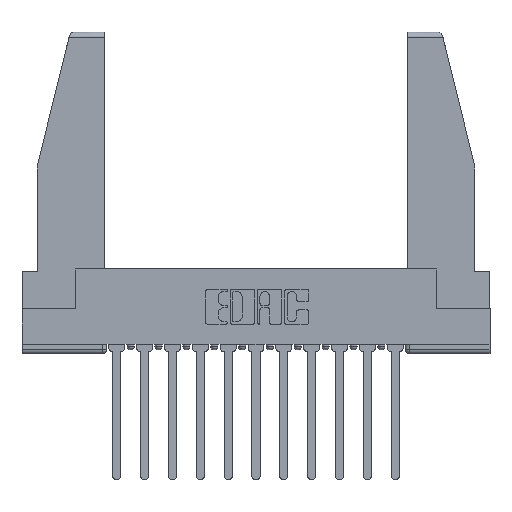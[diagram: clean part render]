
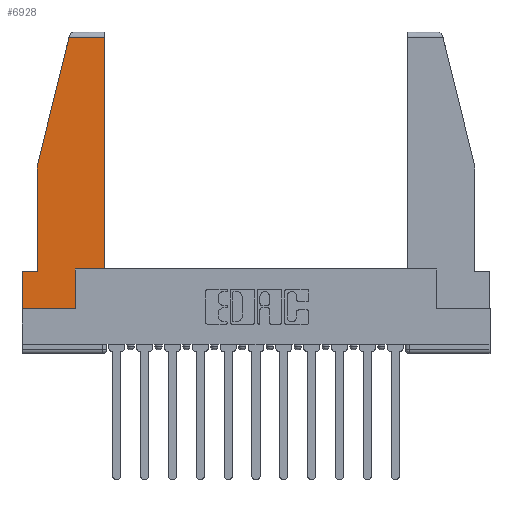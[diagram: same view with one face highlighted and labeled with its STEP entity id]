
A CAD part, top view. The second image highlights one B-rep face of the part: STEP entity #6928.
In plain terms, the highlighted planar face has unit normal (0, 0, 1).
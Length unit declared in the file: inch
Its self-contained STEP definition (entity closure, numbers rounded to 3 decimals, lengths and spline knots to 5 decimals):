
#226 = EDGE_CURVE ( 'NONE', #14926, #12721, #2560, .T. ) ;
#235 = VERTEX_POINT ( 'NONE', #7178 ) ;
#285 = VECTOR ( 'NONE', #14435, 39.37008 ) ;
#366 = CARTESIAN_POINT ( 'NONE',  ( 0., 0., 0. ) ) ;
#407 = PLANE ( 'NONE',  #10849 ) ;
#802 = VECTOR ( 'NONE', #13934, 39.37008 ) ;
#876 = DIRECTION ( 'NONE',  ( -1., 0., 0. ) ) ;
#988 = CARTESIAN_POINT ( 'NONE',  ( 0.297, 0.223, 0. ) ) ;
#1035 = EDGE_CURVE ( 'NONE', #5766, #12599, #9845, .T. ) ;
#1206 = DIRECTION ( 'NONE',  ( -1., 0., 0. ) ) ;
#1513 = VECTOR ( 'NONE', #3572, 39.37008 ) ;
#1577 = DIRECTION ( 'NONE',  ( 0., -1., 0. ) ) ;
#1664 = EDGE_CURVE ( 'NONE', #12522, #5766, #15385, .T. ) ;
#2354 = VERTEX_POINT ( 'NONE', #7141 ) ;
#2483 = ORIENTED_EDGE ( 'NONE', *, *, #5448, .T. ) ;
#2560 = LINE ( 'NONE', #6118, #7504 ) ;
#2568 = VECTOR ( 'NONE', #12411, 39.37008 ) ;
#2591 = CARTESIAN_POINT ( 'NONE',  ( 0.461, 0.223, 0. ) ) ;
#3004 = ORIENTED_EDGE ( 'NONE', *, *, #226, .T. ) ;
#3187 = ORIENTED_EDGE ( 'NONE', *, *, #1664, .T. ) ;
#3379 = CARTESIAN_POINT ( 'NONE',  ( 0.461, 1.52, 0. ) ) ;
#3530 = DIRECTION ( 'NONE',  ( 0., 1., 0. ) ) ;
#3572 = DIRECTION ( 'NONE',  ( 1., 0., 0. ) ) ;
#3593 = VERTEX_POINT ( 'NONE', #12101 ) ;
#3715 = CARTESIAN_POINT ( 'NONE',  ( 0., 0.21, 0. ) ) ;
#3789 = ORIENTED_EDGE ( 'NONE', *, *, #1035, .T. ) ;
#3828 = DIRECTION ( 'NONE',  ( 0., 1., 0. ) ) ;
#3916 = LINE ( 'NONE', #11522, #15775 ) ;
#4045 = VECTOR ( 'NONE', #1577, 39.37008 ) ;
#4134 = DIRECTION ( 'NONE',  ( 1., 0., 0. ) ) ;
#4705 = VERTEX_POINT ( 'NONE', #366 ) ;
#5184 = LINE ( 'NONE', #6240, #2568 ) ;
#5215 = EDGE_CURVE ( 'NONE', #3593, #2354, #3916, .T. ) ;
#5300 = CARTESIAN_POINT ( 'NONE',  ( 0.086, 0.8, 0. ) ) ;
#5448 = EDGE_CURVE ( 'NONE', #2354, #14926, #9630, .T. ) ;
#5569 = ORIENTED_EDGE ( 'NONE', *, *, #13940, .T. ) ;
#5766 = VERTEX_POINT ( 'NONE', #9447 ) ;
#6118 = CARTESIAN_POINT ( 'NONE',  ( 0.461, 0.223, 0. ) ) ;
#6240 = CARTESIAN_POINT ( 'NONE',  ( 0., 0.21, 0. ) ) ;
#6928 = ADVANCED_FACE ( 'NONE', ( #11512 ), #407, .T. ) ;
#6934 = LINE ( 'NONE', #15569, #7259 ) ;
#7141 = CARTESIAN_POINT ( 'NONE',  ( 0.297, 0.223, 0. ) ) ;
#7178 = CARTESIAN_POINT ( 'NONE',  ( 0.2636, 1.52, 0. ) ) ;
#7259 = VECTOR ( 'NONE', #876, 39.37008 ) ;
#7504 = VECTOR ( 'NONE', #3530, 39.37008 ) ;
#8161 = LINE ( 'NONE', #13128, #285 ) ;
#9447 = CARTESIAN_POINT ( 'NONE',  ( 0.086, 0.21, 0. ) ) ;
#9527 = EDGE_CURVE ( 'NONE', #235, #12522, #12786, .T. ) ;
#9630 = LINE ( 'NONE', #988, #1513 ) ;
#9845 = LINE ( 'NONE', #3715, #11796 ) ;
#10247 = ORIENTED_EDGE ( 'NONE', *, *, #10688, .T. ) ;
#10260 = CARTESIAN_POINT ( 'NONE',  ( 0., 0., 0. ) ) ;
#10404 = ORIENTED_EDGE ( 'NONE', *, *, #5215, .T. ) ;
#10688 = EDGE_CURVE ( 'NONE', #12599, #4705, #5184, .T. ) ;
#10849 = AXIS2_PLACEMENT_3D ( 'NONE', #10260, #15353, #4134 ) ;
#11242 = CARTESIAN_POINT ( 'NONE',  ( 0.271, 1.55, 0. ) ) ;
#11512 = FACE_OUTER_BOUND ( 'NONE', #13890, .T. ) ;
#11522 = CARTESIAN_POINT ( 'NONE',  ( 0.297, 0., 0. ) ) ;
#11569 = ORIENTED_EDGE ( 'NONE', *, *, #12288, .T. ) ;
#11728 = CARTESIAN_POINT ( 'NONE',  ( 0., 0.21, 0. ) ) ;
#11796 = VECTOR ( 'NONE', #1206, 39.37008 ) ;
#12101 = CARTESIAN_POINT ( 'NONE',  ( 0.297, 0., 0. ) ) ;
#12288 = EDGE_CURVE ( 'NONE', #4705, #3593, #8161, .T. ) ;
#12411 = DIRECTION ( 'NONE',  ( 0., -1., 0. ) ) ;
#12522 = VERTEX_POINT ( 'NONE', #15170 ) ;
#12599 = VERTEX_POINT ( 'NONE', #11728 ) ;
#12721 = VERTEX_POINT ( 'NONE', #3379 ) ;
#12786 = LINE ( 'NONE', #11242, #802 ) ;
#13128 = CARTESIAN_POINT ( 'NONE',  ( 0., 0., 0. ) ) ;
#13890 = EDGE_LOOP ( 'NONE', ( #3004, #5569, #14090, #3187, #3789, #10247, #11569, #10404, #2483 ) ) ;
#13934 = DIRECTION ( 'NONE',  ( -0.239, -0.971, 0. ) ) ;
#13940 = EDGE_CURVE ( 'NONE', #12721, #235, #6934, .T. ) ;
#14090 = ORIENTED_EDGE ( 'NONE', *, *, #9527, .T. ) ;
#14435 = DIRECTION ( 'NONE',  ( 1., 0., 0. ) ) ;
#14926 = VERTEX_POINT ( 'NONE', #2591 ) ;
#15170 = CARTESIAN_POINT ( 'NONE',  ( 0.086, 0.8, 0. ) ) ;
#15353 = DIRECTION ( 'NONE',  ( 0., 0., 1. ) ) ;
#15385 = LINE ( 'NONE', #5300, #4045 ) ;
#15569 = CARTESIAN_POINT ( 'NONE',  ( 0., 1.52, 0. ) ) ;
#15775 = VECTOR ( 'NONE', #3828, 39.37008 ) ;
